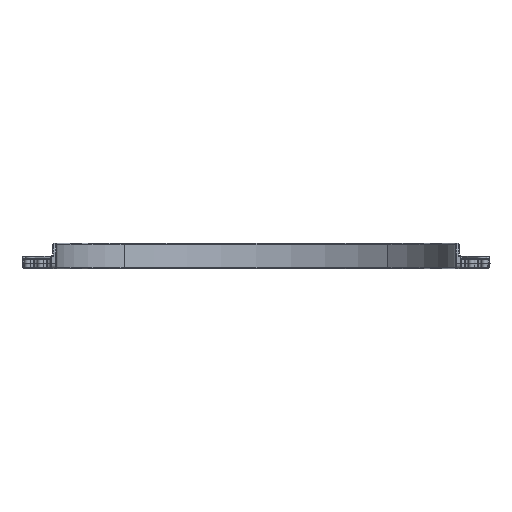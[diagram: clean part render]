
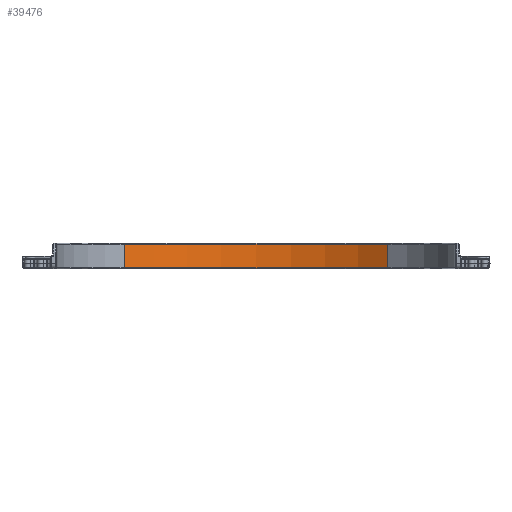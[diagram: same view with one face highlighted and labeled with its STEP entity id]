
A CAD part, front view. The second image highlights one B-rep face of the part: STEP entity #39476.
In plain terms, the highlighted cylindrical face has radius 89.355 mm (diameter 178.71 mm), a partial arc.
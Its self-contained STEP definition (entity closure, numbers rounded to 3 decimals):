
#23531=AXIS2_PLACEMENT_3D('Circle Axis2P3D',#23529,#23530,$) ;
#30080=AXIS2_PLACEMENT_3D('Circle Axis2P3D',#30078,#30079,$) ;
#39463=AXIS2_PLACEMENT_3D('Cylinder Axis2P3D',#39460,#39461,#39462) ;
#23494=CARTESIAN_POINT('Vertex',(-52.065,52.065,-2.1)) ;
#23526=CARTESIAN_POINT('Vertex',(52.065,52.065,-2.1)) ;
#23529=CARTESIAN_POINT('Axis2P3D Location',(0.,-20.555,-2.1)) ;
#30043=CARTESIAN_POINT('Vertex',(52.065,52.065,7.1)) ;
#30075=CARTESIAN_POINT('Vertex',(-52.065,52.065,7.1)) ;
#30078=CARTESIAN_POINT('Axis2P3D Location',(0.,-20.555,7.1)) ;
#39448=CARTESIAN_POINT('Line Origine',(52.065,52.065,2.5)) ;
#39460=CARTESIAN_POINT('Axis2P3D Location',(0.,-20.555,0.)) ;
#39465=CARTESIAN_POINT('Line Origine',(-52.065,52.065,2.5)) ;
#23530=DIRECTION('Axis2P3D Direction',(0.,0.,1.)) ;
#30079=DIRECTION('Axis2P3D Direction',(0.,0.,-1.)) ;
#39449=DIRECTION('Vector Direction',(0.,0.,1.)) ;
#39461=DIRECTION('Axis2P3D Direction',(0.,-0.,1.)) ;
#39462=DIRECTION('Axis2P3D XDirection',(0.583,0.813,0.)) ;
#39466=DIRECTION('Vector Direction',(0.,0.,1.)) ;
#39450=VECTOR('Line Direction',#39449,1.) ;
#39467=VECTOR('Line Direction',#39466,1.) ;
#39471=ORIENTED_EDGE('',*,*,#30082,.F.) ;
#39472=ORIENTED_EDGE('',*,*,#39469,.F.) ;
#39473=ORIENTED_EDGE('',*,*,#23533,.F.) ;
#39474=ORIENTED_EDGE('',*,*,#39452,.T.) ;
#39476=ADVANCED_FACE('PNW-DRAFTED',(#39475),#39464,.F.) ;
#23532=CIRCLE('generated circle',#23531,89.355) ;
#30081=CIRCLE('generated circle',#30080,89.355) ;
#39464=CYLINDRICAL_SURFACE('generated cylinder',#39463,89.355) ;
#23533=EDGE_CURVE('',#23527,#23495,#23532,.T.) ;
#30082=EDGE_CURVE('',#30076,#30044,#30081,.T.) ;
#39452=EDGE_CURVE('',#23527,#30044,#39451,.T.) ;
#39469=EDGE_CURVE('',#23495,#30076,#39468,.T.) ;
#39470=EDGE_LOOP('',(#39471,#39472,#39473,#39474)) ;
#39475=FACE_OUTER_BOUND('',#39470,.T.) ;
#39451=LINE('Line',#39448,#39450) ;
#39468=LINE('Line',#39465,#39467) ;
#23495=VERTEX_POINT('',#23494) ;
#23527=VERTEX_POINT('',#23526) ;
#30044=VERTEX_POINT('',#30043) ;
#30076=VERTEX_POINT('',#30075) ;
